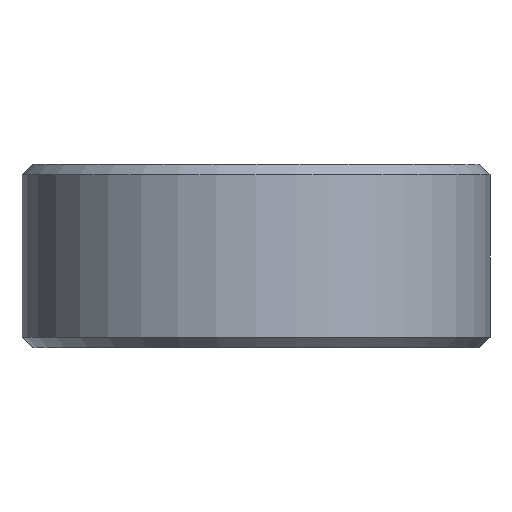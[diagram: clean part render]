
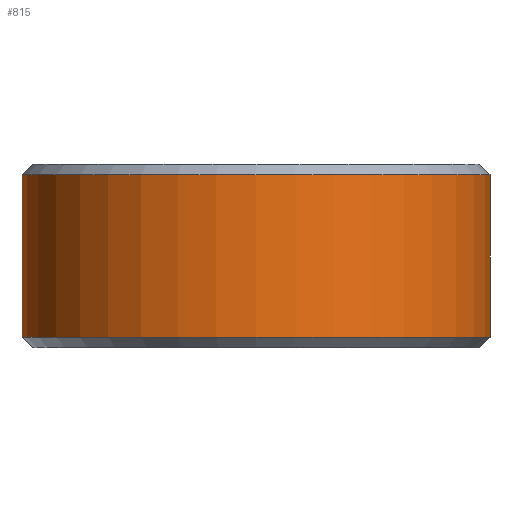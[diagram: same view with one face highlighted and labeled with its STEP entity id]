
A CAD part, left-side view. The second image highlights one B-rep face of the part: STEP entity #815.
In plain terms, the highlighted cylindrical face has radius 11.113 mm (diameter 22.225 mm), a partial arc.
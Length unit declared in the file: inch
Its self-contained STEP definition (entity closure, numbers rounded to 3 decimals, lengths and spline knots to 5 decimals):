
#97=FACE_BOUND('',#163,.T.);
#98=FACE_BOUND('',#164,.T.);
#104=B_SPLINE_CURVE_WITH_KNOTS('',3,(#1255,#1256,#1257,#1258,#1259,#1260,
#1261,#1262,#1263,#1264,#1265,#1266,#1267,#1268,#1269,#1270,#1271,#1272,
#1273,#1274,#1275,#1276,#1277,#1278,#1279,#1280,#1281,#1282,#1283,#1284),
 .UNSPECIFIED.,.F.,.F.,(4,2,2,2,2,2,2,2,2,2,2,2,2,2,4),(0.41132,
0.49043,0.73564,0.98086,1.12819,1.27551,
1.38918,1.50284,1.6165,1.73016,1.87749,
2.02482,2.27003,2.51525,2.59436),
 .UNSPECIFIED.);
#105=B_SPLINE_CURVE_WITH_KNOTS('',3,(#1288,#1289,#1290,#1291,#1292,#1293,
#1294,#1295,#1296,#1297,#1298,#1299,#1300,#1301,#1302,#1303,#1304,#1305,
#1306,#1307,#1308,#1309,#1310),.UNSPECIFIED.,.F.,.F.,(4,2,2,2,2,3,2,2,2,
2,4),(-0.26698,-0.18572,-0.10445,-0.05223,
-0.02611,0.,0.02611,0.05223,0.10445,
0.18572,0.26698),.UNSPECIFIED.);
#106=B_SPLINE_CURVE_WITH_KNOTS('',3,(#1311,#1312,#1313,#1314,#1315,#1316,
#1317,#1318,#1319,#1320,#1321,#1322,#1323,#1324,#1325,#1326,#1327,#1328),
 .UNSPECIFIED.,.F.,.F.,(4,2,2,2,2,2,2,2,4),(0.26698,0.33698,
0.40699,0.45682,0.50664,0.55647,
0.6063,0.6763,0.74631),.UNSPECIFIED.);
#116=FACE_OUTER_BOUND('',#162,.T.);
#162=EDGE_LOOP('',(#559,#560,#561,#562));
#163=EDGE_LOOP('',(#563,#564));
#164=EDGE_LOOP('',(#565,#566));
#215=LINE('',#1249,#265);
#216=LINE('',#1252,#266);
#217=LINE('',#1285,#267);
#265=VECTOR('',#1032,39.37008);
#266=VECTOR('',#1035,39.37008);
#267=VECTOR('',#1036,39.37008);
#315=CIRCLE('',#943,0.4375);
#316=CIRCLE('',#944,0.4375);
#348=VERTEX_POINT('',#1245);
#349=VERTEX_POINT('',#1246);
#350=VERTEX_POINT('',#1248);
#351=VERTEX_POINT('',#1250);
#352=VERTEX_POINT('',#1253);
#353=VERTEX_POINT('',#1254);
#354=VERTEX_POINT('',#1286);
#355=VERTEX_POINT('',#1287);
#434=EDGE_CURVE('',#348,#349,#315,.T.);
#435=EDGE_CURVE('',#349,#350,#215,.T.);
#436=EDGE_CURVE('',#350,#351,#316,.T.);
#437=EDGE_CURVE('',#348,#351,#216,.T.);
#438=EDGE_CURVE('',#352,#353,#104,.F.);
#439=EDGE_CURVE('',#353,#352,#217,.T.);
#440=EDGE_CURVE('',#354,#355,#105,.T.);
#441=EDGE_CURVE('',#355,#354,#106,.T.);
#559=ORIENTED_EDGE('',*,*,#434,.T.);
#560=ORIENTED_EDGE('',*,*,#435,.T.);
#561=ORIENTED_EDGE('',*,*,#436,.T.);
#562=ORIENTED_EDGE('',*,*,#437,.F.);
#563=ORIENTED_EDGE('',*,*,#438,.F.);
#564=ORIENTED_EDGE('',*,*,#439,.F.);
#565=ORIENTED_EDGE('',*,*,#440,.T.);
#566=ORIENTED_EDGE('',*,*,#441,.T.);
#809=CYLINDRICAL_SURFACE('',#942,0.4375);
#815=ADVANCED_FACE('',(#116,#97,#98),#809,.T.);
#942=AXIS2_PLACEMENT_3D('',#1244,#1028,#1029);
#943=AXIS2_PLACEMENT_3D('',#1247,#1030,#1031);
#944=AXIS2_PLACEMENT_3D('',#1251,#1033,#1034);
#1028=DIRECTION('center_axis',(0.,0.,-1.));
#1029=DIRECTION('ref_axis',(-1.,0.,0.));
#1030=DIRECTION('center_axis',(0.,0.,-1.));
#1031=DIRECTION('ref_axis',(1.,0.,0.));
#1032=DIRECTION('',(0.,0.,-1.));
#1033=DIRECTION('center_axis',(0.,0.,1.));
#1034=DIRECTION('ref_axis',(1.,0.,0.));
#1035=DIRECTION('',(0.,0.,-1.));
#1036=DIRECTION('',(0.,0.,-1.));
#1244=CARTESIAN_POINT('Origin',(0.,0.,0.343));
#1245=CARTESIAN_POINT('',(0.43638,-0.03125,0.323));
#1246=CARTESIAN_POINT('',(0.43638,0.03125,0.323));
#1247=CARTESIAN_POINT('Origin',(0.,0.,0.323));
#1248=CARTESIAN_POINT('',(0.43638,0.03125,0.02));
#1249=CARTESIAN_POINT('',(0.43638,0.03125,0.343));
#1250=CARTESIAN_POINT('',(0.43638,-0.03125,0.02));
#1251=CARTESIAN_POINT('Origin',(0.,0.,0.02));
#1252=CARTESIAN_POINT('',(0.43638,-0.03125,0.343));
#1253=CARTESIAN_POINT('',(0.41574,0.13625,0.1003));
#1254=CARTESIAN_POINT('',(0.41574,0.13625,0.2427));
#1255=CARTESIAN_POINT('Ctrl Pts',(0.41574,0.13625,0.2427));
#1256=CARTESIAN_POINT('Ctrl Pts',(0.4129,0.14493,0.2468));
#1257=CARTESIAN_POINT('Ctrl Pts',(0.40977,0.15357,0.25079));
#1258=CARTESIAN_POINT('Ctrl Pts',(0.39577,0.18864,0.26651));
#1259=CARTESIAN_POINT('Ctrl Pts',(0.38237,0.21469,0.27704));
#1260=CARTESIAN_POINT('Ctrl Pts',(0.3496,0.26473,0.29238));
#1261=CARTESIAN_POINT('Ctrl Pts',(0.3303,0.2887,0.2974));
#1262=CARTESIAN_POINT('Ctrl Pts',(0.29366,0.32487,0.29576));
#1263=CARTESIAN_POINT('Ctrl Pts',(0.27781,0.33853,0.29263));
#1264=CARTESIAN_POINT('Ctrl Pts',(0.24686,0.36172,0.27891));
#1265=CARTESIAN_POINT('Ctrl Pts',(0.2318,0.3713,0.26823));
#1266=CARTESIAN_POINT('Ctrl Pts',(0.21052,0.38367,0.24442));
#1267=CARTESIAN_POINT('Ctrl Pts',(0.20212,0.38806,0.23127));
#1268=CARTESIAN_POINT('Ctrl Pts',(0.19085,0.39373,0.20227));
#1269=CARTESIAN_POINT('Ctrl Pts',(0.188,0.39505,0.18642));
#1270=CARTESIAN_POINT('Ctrl Pts',(0.188,0.39505,0.15658));
#1271=CARTESIAN_POINT('Ctrl Pts',(0.19085,0.39373,0.14073));
#1272=CARTESIAN_POINT('Ctrl Pts',(0.20212,0.38806,0.11173));
#1273=CARTESIAN_POINT('Ctrl Pts',(0.21052,0.38367,0.09858));
#1274=CARTESIAN_POINT('Ctrl Pts',(0.2318,0.3713,0.07477));
#1275=CARTESIAN_POINT('Ctrl Pts',(0.24686,0.36172,0.06409));
#1276=CARTESIAN_POINT('Ctrl Pts',(0.27781,0.33853,0.05037));
#1277=CARTESIAN_POINT('Ctrl Pts',(0.29366,0.32487,0.04724));
#1278=CARTESIAN_POINT('Ctrl Pts',(0.3303,0.2887,0.0456));
#1279=CARTESIAN_POINT('Ctrl Pts',(0.3496,0.26473,0.05062));
#1280=CARTESIAN_POINT('Ctrl Pts',(0.38237,0.21469,0.06596));
#1281=CARTESIAN_POINT('Ctrl Pts',(0.39577,0.18864,0.07649));
#1282=CARTESIAN_POINT('Ctrl Pts',(0.40977,0.15357,0.09221));
#1283=CARTESIAN_POINT('Ctrl Pts',(0.4129,0.14493,0.0962));
#1284=CARTESIAN_POINT('Ctrl Pts',(0.41574,0.13625,0.1003));
#1285=CARTESIAN_POINT('',(0.41574,0.13625,0.343));
#1286=CARTESIAN_POINT('',(0.313,-0.30568,0.22475));
#1287=CARTESIAN_POINT('',(0.313,-0.30568,0.11825));
#1288=CARTESIAN_POINT('Ctrl Pts',(0.313,-0.30568,0.22475));
#1289=CARTESIAN_POINT('Ctrl Pts',(0.32045,-0.29805,
0.22475));
#1290=CARTESIAN_POINT('Ctrl Pts',(0.32819,-0.28952,
0.22313));
#1291=CARTESIAN_POINT('Ctrl Pts',(0.34232,-0.27266,
0.21663));
#1292=CARTESIAN_POINT('Ctrl Pts',(0.34873,-0.26433,
0.21179));
#1293=CARTESIAN_POINT('Ctrl Pts',(0.35715,-0.25274,
0.20171));
#1294=CARTESIAN_POINT('Ctrl Pts',(0.36033,-0.24816,
0.19668));
#1295=CARTESIAN_POINT('Ctrl Pts',(0.36375,-0.2431,
0.18793));
#1296=CARTESIAN_POINT('Ctrl Pts',(0.36466,-0.24172,
0.18482));
#1297=CARTESIAN_POINT('Ctrl Pts',(0.36592,-0.23982,
0.17831));
#1298=CARTESIAN_POINT('Ctrl Pts',(0.36625,-0.23931,0.17493));
#1299=CARTESIAN_POINT('Ctrl Pts',(0.36625,-0.23931,0.1715));
#1300=CARTESIAN_POINT('Ctrl Pts',(0.36625,-0.23931,0.16807));
#1301=CARTESIAN_POINT('Ctrl Pts',(0.36592,-0.23982,
0.16469));
#1302=CARTESIAN_POINT('Ctrl Pts',(0.36466,-0.24172,
0.15818));
#1303=CARTESIAN_POINT('Ctrl Pts',(0.36375,-0.2431,
0.15507));
#1304=CARTESIAN_POINT('Ctrl Pts',(0.36033,-0.24816,
0.14632));
#1305=CARTESIAN_POINT('Ctrl Pts',(0.35715,-0.25274,
0.14129));
#1306=CARTESIAN_POINT('Ctrl Pts',(0.34873,-0.26433,
0.13121));
#1307=CARTESIAN_POINT('Ctrl Pts',(0.34232,-0.27266,
0.12637));
#1308=CARTESIAN_POINT('Ctrl Pts',(0.32819,-0.28952,
0.11987));
#1309=CARTESIAN_POINT('Ctrl Pts',(0.32045,-0.29805,
0.11825));
#1310=CARTESIAN_POINT('Ctrl Pts',(0.313,-0.30568,0.11825));
#1311=CARTESIAN_POINT('Ctrl Pts',(0.313,-0.30568,0.11825));
#1312=CARTESIAN_POINT('Ctrl Pts',(0.30658,-0.31225,
0.11825));
#1313=CARTESIAN_POINT('Ctrl Pts',(0.29939,-0.31916,
0.11947));
#1314=CARTESIAN_POINT('Ctrl Pts',(0.28547,-0.33166,
0.1253));
#1315=CARTESIAN_POINT('Ctrl Pts',(0.27877,-0.33726,
0.12991));
#1316=CARTESIAN_POINT('Ctrl Pts',(0.26951,-0.34467,
0.14024));
#1317=CARTESIAN_POINT('Ctrl Pts',(0.26592,-0.34742,
0.14574));
#1318=CARTESIAN_POINT('Ctrl Pts',(0.26104,-0.35111,
0.1581));
#1319=CARTESIAN_POINT('Ctrl Pts',(0.25975,-0.35205,0.16496));
#1320=CARTESIAN_POINT('Ctrl Pts',(0.25975,-0.35205,0.17804));
#1321=CARTESIAN_POINT('Ctrl Pts',(0.26104,-0.35111,
0.1849));
#1322=CARTESIAN_POINT('Ctrl Pts',(0.26592,-0.34742,
0.19726));
#1323=CARTESIAN_POINT('Ctrl Pts',(0.26951,-0.34467,
0.20276));
#1324=CARTESIAN_POINT('Ctrl Pts',(0.27877,-0.33726,
0.21309));
#1325=CARTESIAN_POINT('Ctrl Pts',(0.28547,-0.33166,
0.2177));
#1326=CARTESIAN_POINT('Ctrl Pts',(0.29939,-0.31916,
0.22353));
#1327=CARTESIAN_POINT('Ctrl Pts',(0.30658,-0.31225,
0.22475));
#1328=CARTESIAN_POINT('Ctrl Pts',(0.313,-0.30568,0.22475));
